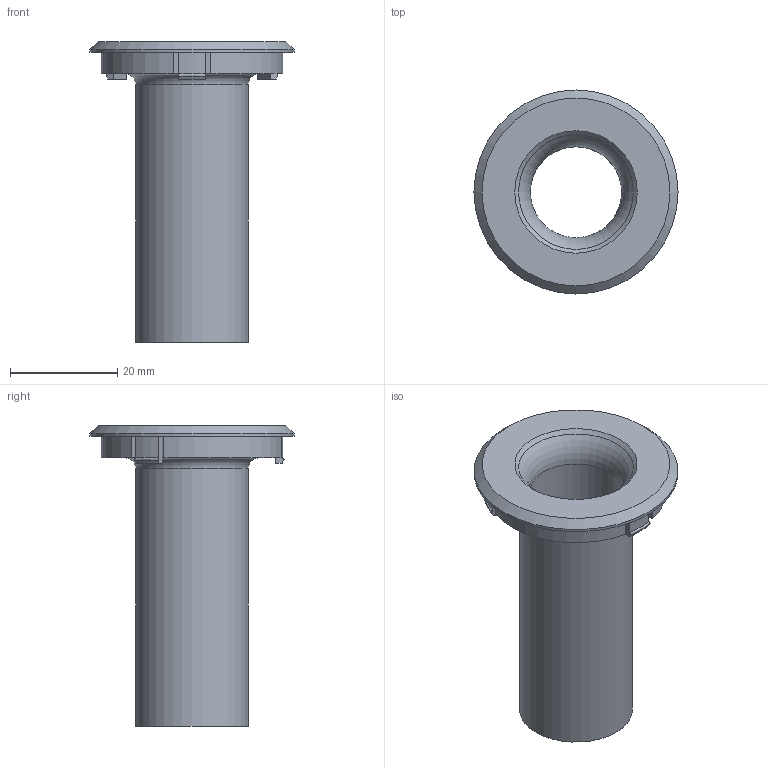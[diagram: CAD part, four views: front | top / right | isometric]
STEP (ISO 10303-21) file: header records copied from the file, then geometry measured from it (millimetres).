
FILE_DESCRIPTION(/* description */ (''),/* implementation_level */ '2;1');
FILE_NAME(/* name */ 'V05-04-11 - Print head cable guide.step',/* time_stamp */ '2021-08-27T00:23:28+03:00',/* author */ (''),/* organization */ (''),/* preprocessor_version */ 'ST-DEVELOPER v18.1',/* originating_system */ 'Autodesk Translation Framework v10.9.0.1377',/* authorisation */ '');
FILE_SCHEMA (('AUTOMOTIVE_DESIGN { 1 0 10303 214 3 1 1 }'));
Length unit declared in the file: millimetre
Products named in the file (1): V05-04-11 - Print head cable guide
Bounding box: 38 x 38 x 56 mm (x, y, z)
Volume: 9839 mm3; surface area: 8709.5 mm2
Topology: 1 solids, 1 shells, 45 faces, 110 edges, 72 vertices
Faces by surface type: plane 25, cylinder 9, torus 6, cone 5
Full cylindrical faces by diameter (mm): 17 x1, 21 x1, 38 x1
Entity records: 1435 total; most frequent: CARTESIAN_POINT 324, DIRECTION 223, ORIENTED_EDGE 220, EDGE_CURVE 110, AXIS2_PLACEMENT_3D 79, VERTEX_POINT 72, LINE 65, VECTOR 65
